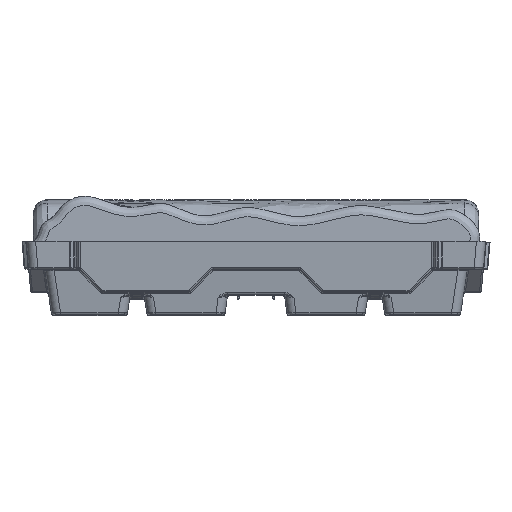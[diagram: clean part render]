
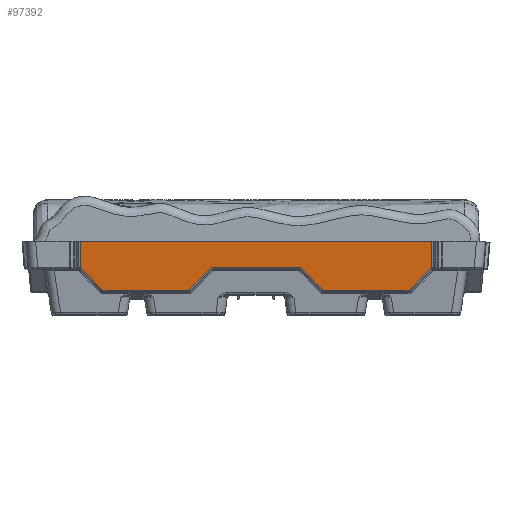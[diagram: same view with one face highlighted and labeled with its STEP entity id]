
A CAD part, top view. The second image highlights one B-rep face of the part: STEP entity #97392.
In plain terms, the highlighted face is planar.
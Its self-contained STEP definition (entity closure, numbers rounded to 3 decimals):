
#129 = DIRECTION ( 'NONE',  ( -0.706, 0.706, -0.059 ) ) ;
#637 = LINE ( 'NONE', #37857, #84513 ) ;
#1682 = CARTESIAN_POINT ( 'NONE',  ( 73.328, 53.166, 245.569 ) ) ;
#1773 = ORIENTED_EDGE ( 'NONE', *, *, #81663, .T. ) ;
#2745 = VECTOR ( 'NONE', #53888, 1000. ) ;
#2893 = CARTESIAN_POINT ( 'NONE',  ( 166.672, 53.166, 245.569 ) ) ;
#4565 = DIRECTION ( 'NONE',  ( -1., 0., 0. ) ) ;
#7425 = CARTESIAN_POINT ( 'NONE',  ( -49.5, 29.338, 247.555 ) ) ;
#7773 = DIRECTION ( 'NONE',  ( 0., 0.997, -0.083 ) ) ;
#7797 = EDGE_CURVE ( 'NONE', #46301, #87846, #15921, .T. ) ;
#8556 = CARTESIAN_POINT ( 'NONE',  ( -166.672, 53.166, 245.569 ) ) ;
#9585 = CARTESIAN_POINT ( 'NONE',  ( -190.5, 29.338, 247.555 ) ) ;
#9907 = ORIENTED_EDGE ( 'NONE', *, *, #10212, .T. ) ;
#10212 = EDGE_CURVE ( 'NONE', #95072, #16408, #20403, .T. ) ;
#10477 = EDGE_CURVE ( 'NONE', #30835, #84760, #68666, .T. ) ;
#12278 = DIRECTION ( 'NONE',  ( -0.706, -0.706, 0.059 ) ) ;
#12929 = CARTESIAN_POINT ( 'NONE',  ( -46.672, 28.166, 247.653 ) ) ;
#15921 = LINE ( 'NONE', #93939, #29175 ) ;
#15940 = VERTEX_POINT ( 'NONE', #55626 ) ;
#16408 = VERTEX_POINT ( 'NONE', #2893 ) ;
#16519 = CARTESIAN_POINT ( 'NONE',  ( 0., 20.69, 248.276 ) ) ;
#17191 = ORIENTED_EDGE ( 'NONE', *, *, #26407, .T. ) ;
#18212 = CARTESIAN_POINT ( 'NONE',  ( -191.565, 28.576, 247.619 ) ) ;
#19239 = VECTOR ( 'NONE', #31699, 1000. ) ;
#19274 = VERTEX_POINT ( 'NONE', #1682 ) ;
#20403 = LINE ( 'NONE', #89776, #62821 ) ;
#21017 =( BOUNDED_CURVE ( )  B_SPLINE_CURVE ( 3, ( #42495, #41997, #73602, #12929 ),
 .UNSPECIFIED., .F., .F. ) 
 B_SPLINE_CURVE_WITH_KNOTS ( ( 4, 4 ),
 ( 5.498, 6.283 ),
 .UNSPECIFIED. ) 
 CURVE ( )  GEOMETRIC_REPRESENTATION_ITEM ( )  RATIONAL_B_SPLINE_CURVE ( ( 1., 0.949, 0.949, 1. ) ) 
 REPRESENTATION_ITEM ( '' )  );
#21153 = VERTEX_POINT ( 'NONE', #45317 ) ;
#21236 = DIRECTION ( 'NONE',  ( -1., 0., 0. ) ) ;
#21405 = CARTESIAN_POINT ( 'NONE',  ( 48.836, 28.673, 247.611 ) ) ;
#21537 = CARTESIAN_POINT ( 'NONE',  ( 191.565, 28.576, 247.619 ) ) ;
#26318 = ORIENTED_EDGE ( 'NONE', *, *, #76449, .T. ) ;
#26407 = EDGE_CURVE ( 'NONE', #21153, #72535, #67709, .T. ) ;
#26417 = EDGE_LOOP ( 'NONE', ( #57785, #64397, #62242, #99644, #26318, #9907, #95347, #1773, #32707, #17191, #56400, #91799, #31945, #47740 ) ) ;
#26723 = CARTESIAN_POINT ( 'NONE',  ( 190.5, 29.338, 247.555 ) ) ;
#26811 = VERTEX_POINT ( 'NONE', #7425 ) ;
#29175 = VECTOR ( 'NONE', #7773, 1000. ) ;
#29388 = LINE ( 'NONE', #42684, #44852 ) ;
#29579 = CARTESIAN_POINT ( 'NONE',  ( 49.5, 29.338, 247.555 ) ) ;
#30835 = VERTEX_POINT ( 'NONE', #42083 ) ;
#31194 = CARTESIAN_POINT ( 'NONE',  ( -191.565, 0., 250. ) ) ;
#31305 =( BOUNDED_CURVE ( )  B_SPLINE_CURVE ( 3, ( #21537, #52647, #68441, #45008 ),
 .UNSPECIFIED., .F., .F. ) 
 B_SPLINE_CURVE_WITH_KNOTS ( ( 4, 4 ),
 ( 0.456, 0.785 ),
 .UNSPECIFIED. ) 
 CURVE ( )  GEOMETRIC_REPRESENTATION_ITEM ( )  RATIONAL_B_SPLINE_CURVE ( ( 1., 0.991, 0.991, 1. ) ) 
 REPRESENTATION_ITEM ( '' )  );
#31699 = DIRECTION ( 'NONE',  ( 0., -0.997, 0.083 ) ) ;
#31945 = ORIENTED_EDGE ( 'NONE', *, *, #10477, .T. ) ;
#32707 = ORIENTED_EDGE ( 'NONE', *, *, #82285, .F. ) ;
#36124 = LINE ( 'NONE', #99336, #53782 ) ;
#37857 = CARTESIAN_POINT ( 'NONE',  ( -73.836, 53.673, 245.527 ) ) ;
#38474 = DIRECTION ( 'NONE',  ( 0., 0.997, -0.083 ) ) ;
#38855 = LINE ( 'NONE', #31194, #19239 ) ;
#38982 = VERTEX_POINT ( 'NONE', #66765 ) ;
#40162 = CARTESIAN_POINT ( 'NONE',  ( -190.812, 29.026, 247.581 ) ) ;
#40882 = LINE ( 'NONE', #50060, #75322 ) ;
#41997 = CARTESIAN_POINT ( 'NONE',  ( -48.74, 28.577, 247.619 ) ) ;
#42083 = CARTESIAN_POINT ( 'NONE',  ( -73.328, 53.166, 245.569 ) ) ;
#42495 = CARTESIAN_POINT ( 'NONE',  ( -49.5, 29.338, 247.555 ) ) ;
#42684 = CARTESIAN_POINT ( 'NONE',  ( 72.5, 53.166, 245.569 ) ) ;
#44852 = VECTOR ( 'NONE', #21236, 1000. ) ;
#45008 = CARTESIAN_POINT ( 'NONE',  ( 190.5, 29.338, 247.555 ) ) ;
#45317 = CARTESIAN_POINT ( 'NONE',  ( 46.672, 28.166, 247.653 ) ) ;
#46301 = VERTEX_POINT ( 'NONE', #85883 ) ;
#46961 = VECTOR ( 'NONE', #12278, 1000. ) ;
#47740 = ORIENTED_EDGE ( 'NONE', *, *, #84530, .T. ) ;
#48197 = EDGE_CURVE ( 'NONE', #98976, #46301, #40882, .T. ) ;
#48390 = AXIS2_PLACEMENT_3D ( 'NONE', #16519, #93531, #38474 ) ;
#50060 = CARTESIAN_POINT ( 'NONE',  ( -250., 0., 250. ) ) ;
#51020 = LINE ( 'NONE', #21405, #46961 ) ;
#51647 = VECTOR ( 'NONE', #4565, 1000. ) ;
#52647 = CARTESIAN_POINT ( 'NONE',  ( 191.17, 28.77, 247.603 ) ) ;
#53413 = EDGE_CURVE ( 'NONE', #15940, #38982, #62963, .T. ) ;
#53782 = VECTOR ( 'NONE', #67710, 1000. ) ;
#53888 = DIRECTION ( 'NONE',  ( -1., 0., 0. ) ) ;
#54036 = CARTESIAN_POINT ( 'NONE',  ( -191.565, 0., 250. ) ) ;
#55626 = CARTESIAN_POINT ( 'NONE',  ( -190.5, 29.338, 247.555 ) ) ;
#55672 = DIRECTION ( 'NONE',  ( 1., 0., 0. ) ) ;
#55763 = PLANE ( 'NONE',  #48390 ) ;
#56400 = ORIENTED_EDGE ( 'NONE', *, *, #62513, .F. ) ;
#57785 = ORIENTED_EDGE ( 'NONE', *, *, #53413, .T. ) ;
#59671 = DIRECTION ( 'NONE',  ( -0.706, 0.706, -0.059 ) ) ;
#62242 = ORIENTED_EDGE ( 'NONE', *, *, #48197, .T. ) ;
#62409 = FACE_OUTER_BOUND ( 'NONE', #26417, .T. ) ;
#62513 = EDGE_CURVE ( 'NONE', #26811, #72535, #21017, .T. ) ;
#62821 = VECTOR ( 'NONE', #59671, 1000. ) ;
#62963 =( BOUNDED_CURVE ( )  B_SPLINE_CURVE ( 3, ( #9585, #40162, #93722, #18212 ),
 .UNSPECIFIED., .F., .F. ) 
 B_SPLINE_CURVE_WITH_KNOTS ( ( 4, 4 ),
 ( 5.498, 5.827 ),
 .UNSPECIFIED. ) 
 CURVE ( )  GEOMETRIC_REPRESENTATION_ITEM ( )  RATIONAL_B_SPLINE_CURVE ( ( 1., 0.991, 0.991, 1. ) ) 
 REPRESENTATION_ITEM ( '' )  );
#64397 = ORIENTED_EDGE ( 'NONE', *, *, #81394, .T. ) ;
#65548 = CARTESIAN_POINT ( 'NONE',  ( 46.672, 28.166, 247.653 ) ) ;
#66765 = CARTESIAN_POINT ( 'NONE',  ( -191.565, 28.576, 247.619 ) ) ;
#67709 = LINE ( 'NONE', #90695, #51647 ) ;
#67710 = DIRECTION ( 'NONE',  ( -0.706, -0.706, 0.059 ) ) ;
#68441 = CARTESIAN_POINT ( 'NONE',  ( 190.812, 29.026, 247.581 ) ) ;
#68666 = LINE ( 'NONE', #75339, #2745 ) ;
#69877 = CARTESIAN_POINT ( 'NONE',  ( 191.565, 28.576, 247.619 ) ) ;
#72535 = VERTEX_POINT ( 'NONE', #85949 ) ;
#73602 = CARTESIAN_POINT ( 'NONE',  ( -47.747, 28.166, 247.653 ) ) ;
#74217 = CARTESIAN_POINT ( 'NONE',  ( 49.5, 29.338, 247.555 ) ) ;
#74813 = EDGE_CURVE ( 'NONE', #16408, #19274, #29388, .T. ) ;
#75322 = VECTOR ( 'NONE', #55672, 1000. ) ;
#75339 = CARTESIAN_POINT ( 'NONE',  ( -167.5, 53.166, 245.569 ) ) ;
#76449 = EDGE_CURVE ( 'NONE', #87846, #95072, #31305, .T. ) ;
#77166 =( BOUNDED_CURVE ( )  B_SPLINE_CURVE ( 3, ( #65548, #89035, #87522, #74217 ),
 .UNSPECIFIED., .F., .F. ) 
 B_SPLINE_CURVE_WITH_KNOTS ( ( 4, 4 ),
 ( 0., 0.785 ),
 .UNSPECIFIED. ) 
 CURVE ( )  GEOMETRIC_REPRESENTATION_ITEM ( )  RATIONAL_B_SPLINE_CURVE ( ( 1., 0.949, 0.949, 1. ) ) 
 REPRESENTATION_ITEM ( '' )  );
#81394 = EDGE_CURVE ( 'NONE', #38982, #98976, #38855, .T. ) ;
#81663 = EDGE_CURVE ( 'NONE', #19274, #84186, #51020, .T. ) ;
#82285 = EDGE_CURVE ( 'NONE', #21153, #84186, #77166, .T. ) ;
#82908 = EDGE_CURVE ( 'NONE', #26811, #30835, #637, .T. ) ;
#84186 = VERTEX_POINT ( 'NONE', #29579 ) ;
#84513 = VECTOR ( 'NONE', #129, 1000. ) ;
#84530 = EDGE_CURVE ( 'NONE', #84760, #15940, #36124, .T. ) ;
#84760 = VERTEX_POINT ( 'NONE', #8556 ) ;
#85883 = CARTESIAN_POINT ( 'NONE',  ( 191.565, 0., 250. ) ) ;
#85949 = CARTESIAN_POINT ( 'NONE',  ( -46.672, 28.166, 247.653 ) ) ;
#87522 = CARTESIAN_POINT ( 'NONE',  ( 48.74, 28.577, 247.619 ) ) ;
#87846 = VERTEX_POINT ( 'NONE', #69877 ) ;
#89035 = CARTESIAN_POINT ( 'NONE',  ( 47.747, 28.166, 247.653 ) ) ;
#89776 = CARTESIAN_POINT ( 'NONE',  ( 166.164, 53.673, 245.527 ) ) ;
#90695 = CARTESIAN_POINT ( 'NONE',  ( 0., 28.166, 247.653 ) ) ;
#91799 = ORIENTED_EDGE ( 'NONE', *, *, #82908, .T. ) ;
#93531 = DIRECTION ( 'NONE',  ( 0., -0.083, -0.997 ) ) ;
#93722 = CARTESIAN_POINT ( 'NONE',  ( -191.17, 28.77, 247.603 ) ) ;
#93939 = CARTESIAN_POINT ( 'NONE',  ( 191.565, 30., 247.5 ) ) ;
#95072 = VERTEX_POINT ( 'NONE', #26723 ) ;
#95347 = ORIENTED_EDGE ( 'NONE', *, *, #74813, .T. ) ;
#97392 = ADVANCED_FACE ( 'NONE', ( #62409 ), #55763, .F. ) ;
#98976 = VERTEX_POINT ( 'NONE', #54036 ) ;
#99336 = CARTESIAN_POINT ( 'NONE',  ( -191.164, 28.673, 247.611 ) ) ;
#99644 = ORIENTED_EDGE ( 'NONE', *, *, #7797, .T. ) ;
